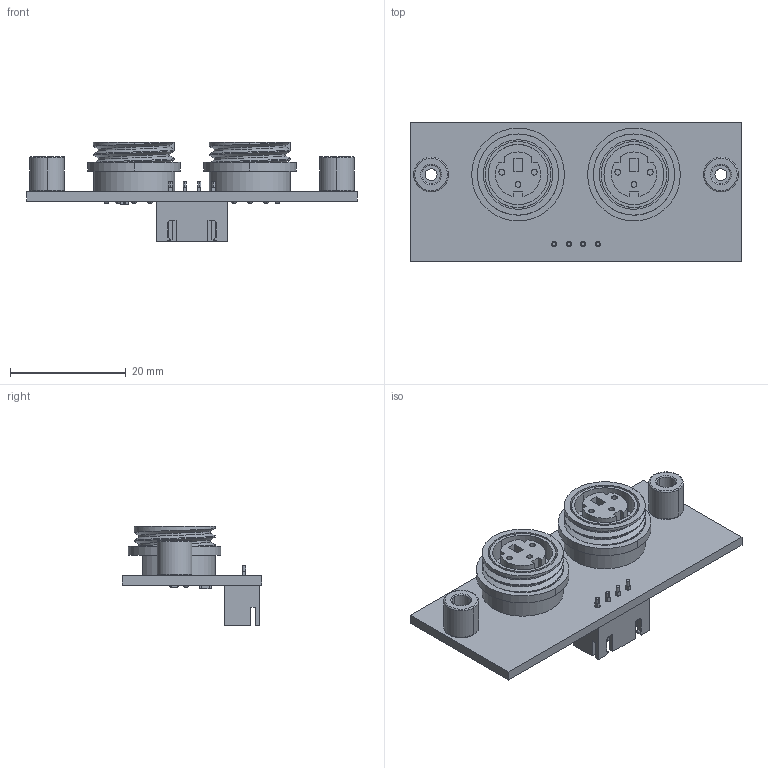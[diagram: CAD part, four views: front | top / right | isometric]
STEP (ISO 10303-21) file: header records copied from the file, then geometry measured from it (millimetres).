
FILE_DESCRIPTION(('Open CASCADE Model'),'2;1');
FILE_NAME('Open CASCADE Shape Model','2020-04-26T12:28:05',('Author'),( 'Open CASCADE'),'Open CASCADE STEP processor 6.8','Open CASCADE 6.8' ,'Unknown');
FILE_SCHEMA(('AUTOMOTIVE_DESIGN { 1 0 10303 214 1 1 1 1 }'));
Length unit declared in the file: millimetre
Products named in the file (13): PCB; Board_sb; Open CASCADE STEP translator 6.8 3.1.1; F1_sb; PTC_FUSE_0805; SP2_sb; 6mmSpacer; SP1_sb; J2_sb; Mini-DIN-socket-3-pin; J1_sb; J3_sb; User_Library-XH-A-4
Assembly tree (14 placements, depth 3):
  PCB
    Board_sb
      Open CASCADE STEP translator 6.8 3.1.1
    F1_sb
      PTC_FUSE_0805
    SP2_sb
      6mmSpacer
    SP1_sb
      6mmSpacer
    J2_sb
      Mini-DIN-socket-3-pin
    J1_sb
      Mini-DIN-socket-3-pin
    J3_sb
      User_Library-XH-A-4
Bounding box: 57 x 24 x 17.19 mm (x, y, z)
Volume: 4946.6 mm3; surface area: 7354.3 mm2
Topology: 11 solids, 11 shells, 353 faces, 835 edges, 528 vertices
Faces by surface type: plane 204, cylinder 113, torus 28, bspline 8
Full cylindrical faces by diameter (mm): 0.9 x10, 2.05 x2
Entity records: 8766 total; most frequent: CARTESIAN_POINT 1778, DIRECTION 1310, ORIENTED_EDGE 1234, EDGE_CURVE 617, AXIS2_PLACEMENT_3D 446, LINE 418, VECTOR 418, VERTEX_POINT 389
